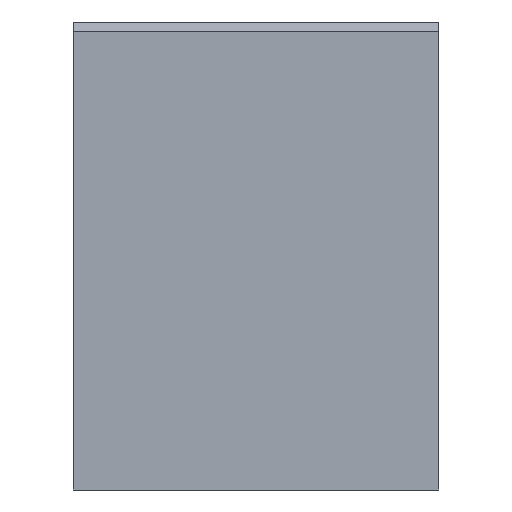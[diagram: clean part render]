
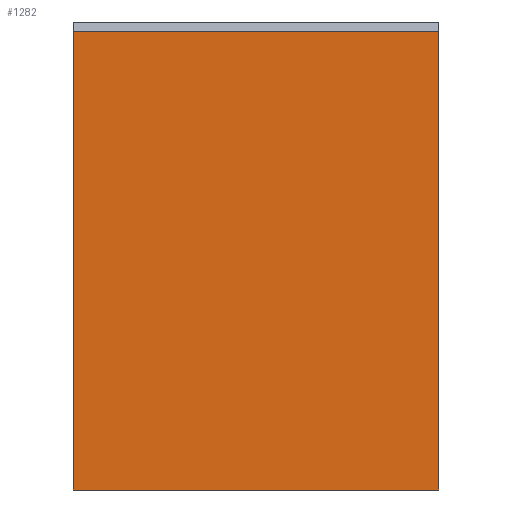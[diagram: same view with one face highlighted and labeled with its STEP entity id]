
A CAD part, left-side view. The second image highlights one B-rep face of the part: STEP entity #1282.
In plain terms, the highlighted planar face has unit normal (-1, 0, 0).
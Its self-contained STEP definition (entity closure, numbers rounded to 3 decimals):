
#123 = ORIENTED_EDGE ( 'NONE', *, *, #4862, .T. ) ;
#151 = EDGE_CURVE ( 'NONE', #1575, #2448, #2524, .T. ) ;
#159 = CARTESIAN_POINT ( 'NONE',  ( -12.5, 12.5, 31.32 ) ) ;
#190 = DIRECTION ( 'NONE',  ( 0., 0., -1. ) ) ;
#249 = CARTESIAN_POINT ( 'NONE',  ( -12.5, -12.5, 0. ) ) ;
#367 = VECTOR ( 'NONE', #3056, 1000. ) ;
#402 = VERTEX_POINT ( 'NONE', #2444 ) ;
#416 = AXIS2_PLACEMENT_3D ( 'NONE', #3349, #1440, #1384 ) ;
#615 = EDGE_CURVE ( 'NONE', #3093, #1575, #4304, .T. ) ;
#1005 = VECTOR ( 'NONE', #4452, 1000. ) ;
#1035 = EDGE_LOOP ( 'NONE', ( #1352, #4879, #123, #1662 ) ) ;
#1061 = LINE ( 'NONE', #4981, #367 ) ;
#1282 = ADVANCED_FACE ( 'NONE', ( #2910 ), #4947, .T. ) ;
#1352 = ORIENTED_EDGE ( 'NONE', *, *, #615, .F. ) ;
#1384 = DIRECTION ( 'NONE',  ( 0., 0., 1. ) ) ;
#1440 = DIRECTION ( 'NONE',  ( -1., 0., 0. ) ) ;
#1575 = VERTEX_POINT ( 'NONE', #1794 ) ;
#1662 = ORIENTED_EDGE ( 'NONE', *, *, #151, .F. ) ;
#1794 = CARTESIAN_POINT ( 'NONE',  ( -12.5, -12.5, 31.32 ) ) ;
#1884 = DIRECTION ( 'NONE',  ( 0., -1., 0. ) ) ;
#2106 = CARTESIAN_POINT ( 'NONE',  ( -12.5, 12.5, 31.32 ) ) ;
#2401 = VECTOR ( 'NONE', #1884, 1000. ) ;
#2444 = CARTESIAN_POINT ( 'NONE',  ( -12.5, 12.5, 0. ) ) ;
#2448 = VERTEX_POINT ( 'NONE', #249 ) ;
#2458 = LINE ( 'NONE', #2106, #4102 ) ;
#2524 = LINE ( 'NONE', #2887, #1005 ) ;
#2663 = EDGE_CURVE ( 'NONE', #3093, #402, #2458, .T. ) ;
#2887 = CARTESIAN_POINT ( 'NONE',  ( -12.5, -12.5, 31.32 ) ) ;
#2910 = FACE_OUTER_BOUND ( 'NONE', #1035, .T. ) ;
#3056 = DIRECTION ( 'NONE',  ( 0., -1., 0. ) ) ;
#3093 = VERTEX_POINT ( 'NONE', #159 ) ;
#3349 = CARTESIAN_POINT ( 'NONE',  ( -12.5, 12.5, 31.32 ) ) ;
#3898 = CARTESIAN_POINT ( 'NONE',  ( -12.5, 12.5, 31.32 ) ) ;
#4102 = VECTOR ( 'NONE', #190, 1000. ) ;
#4304 = LINE ( 'NONE', #3898, #2401 ) ;
#4452 = DIRECTION ( 'NONE',  ( 0., 0., -1. ) ) ;
#4862 = EDGE_CURVE ( 'NONE', #402, #2448, #1061, .T. ) ;
#4879 = ORIENTED_EDGE ( 'NONE', *, *, #2663, .T. ) ;
#4947 = PLANE ( 'NONE',  #416 ) ;
#4981 = CARTESIAN_POINT ( 'NONE',  ( -12.5, 12.5, 0. ) ) ;
